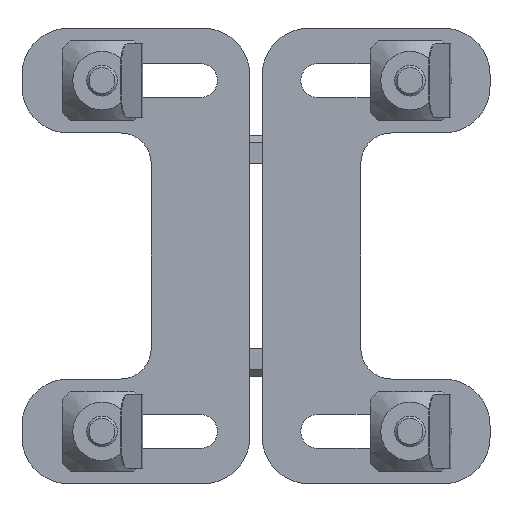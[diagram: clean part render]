
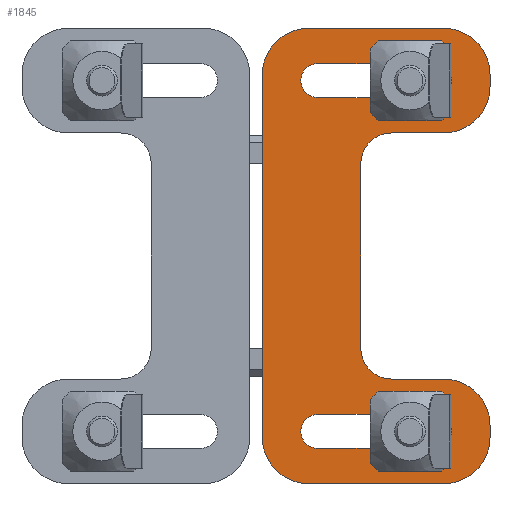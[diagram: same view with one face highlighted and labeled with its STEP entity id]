
A CAD part, front view. The second image highlights one B-rep face of the part: STEP entity #1845.
In plain terms, the highlighted planar face has unit normal (0, -1, 0).
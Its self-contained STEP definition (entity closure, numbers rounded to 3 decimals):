
#1845=ADVANCED_FACE('',(#2139,#2140,#2141),#2142,.F.);
#2139=FACE_BOUND('',#2505,.T.);
#2140=FACE_BOUND('',#2506,.T.);
#2141=FACE_OUTER_BOUND('',#2507,.T.);
#2142=PLANE('',#2508);
#2505=EDGE_LOOP('',(#3469,#3470,#3471,#3472));
#2506=EDGE_LOOP('',(#3473,#3474,#3475,#3476));
#2507=EDGE_LOOP('',(#3477,#3478,#3479,#3480,#3481,#3482,#3483,#3484,#3485,#3486,#3487,#3488,#3489,#3490,#3491,#3492));
#2508=AXIS2_PLACEMENT_3D('',#3493,#3494,#3495);
#3469=ORIENTED_EDGE('',*,*,#3964,.F.);
#3470=ORIENTED_EDGE('',*,*,#3965,.F.);
#3471=ORIENTED_EDGE('',*,*,#3966,.F.);
#3472=ORIENTED_EDGE('',*,*,#3967,.F.);
#3473=ORIENTED_EDGE('',*,*,#3968,.F.);
#3474=ORIENTED_EDGE('',*,*,#3960,.F.);
#3475=ORIENTED_EDGE('',*,*,#3956,.F.);
#3476=ORIENTED_EDGE('',*,*,#3969,.F.);
#3477=ORIENTED_EDGE('',*,*,#3970,.F.);
#3478=ORIENTED_EDGE('',*,*,#3971,.F.);
#3479=ORIENTED_EDGE('',*,*,#3972,.F.);
#3480=ORIENTED_EDGE('',*,*,#3949,.F.);
#3481=ORIENTED_EDGE('',*,*,#3973,.F.);
#3482=ORIENTED_EDGE('',*,*,#3934,.F.);
#3483=ORIENTED_EDGE('',*,*,#3928,.F.);
#3484=ORIENTED_EDGE('',*,*,#3936,.F.);
#3485=ORIENTED_EDGE('',*,*,#3974,.F.);
#3486=ORIENTED_EDGE('',*,*,#3943,.F.);
#3487=ORIENTED_EDGE('',*,*,#3975,.F.);
#3488=ORIENTED_EDGE('',*,*,#3976,.F.);
#3489=ORIENTED_EDGE('',*,*,#3977,.F.);
#3490=ORIENTED_EDGE('',*,*,#3978,.F.);
#3491=ORIENTED_EDGE('',*,*,#3950,.F.);
#3492=ORIENTED_EDGE('',*,*,#3962,.F.);
#3493=CARTESIAN_POINT('',(18.05,0.,37.0));
#3494=DIRECTION('',(-0.0,1.0,0.0));
#3495=DIRECTION('',(1.0,0.0,0.0));
#3928=EDGE_CURVE('',#4437,#4438,#4439,.T.);
#3934=EDGE_CURVE('',#4438,#4446,#4449,.T.);
#3936=EDGE_CURVE('',#4450,#4437,#4453,.T.);
#3943=EDGE_CURVE('',#4463,#4466,#4467,.T.);
#3949=EDGE_CURVE('',#4476,#4472,#4478,.T.);
#3950=EDGE_CURVE('',#4479,#4480,#4481,.T.);
#3956=EDGE_CURVE('',#4490,#4492,#4493,.T.);
#3960=EDGE_CURVE('',#4492,#4496,#4499,.T.);
#3962=EDGE_CURVE('',#4500,#4479,#4503,.T.);
#3964=EDGE_CURVE('',#4505,#4506,#4507,.T.);
#3965=EDGE_CURVE('',#4508,#4505,#4509,.T.);
#3966=EDGE_CURVE('',#4510,#4508,#4511,.T.);
#3967=EDGE_CURVE('',#4506,#4510,#4512,.T.);
#3968=EDGE_CURVE('',#4496,#4513,#4514,.T.);
#3969=EDGE_CURVE('',#4513,#4490,#4515,.T.);
#3970=EDGE_CURVE('',#4516,#4500,#4517,.T.);
#3971=EDGE_CURVE('',#4518,#4516,#4519,.T.);
#3972=EDGE_CURVE('',#4472,#4518,#4520,.T.);
#3973=EDGE_CURVE('',#4446,#4476,#4521,.T.);
#3974=EDGE_CURVE('',#4466,#4450,#4522,.T.);
#3975=EDGE_CURVE('',#4523,#4463,#4524,.T.);
#3976=EDGE_CURVE('',#4525,#4523,#4526,.T.);
#3977=EDGE_CURVE('',#4527,#4525,#4528,.T.);
#3978=EDGE_CURVE('',#4480,#4527,#4529,.T.);
#4437=VERTEX_POINT('',#5309);
#4438=VERTEX_POINT('',#5310);
#4439=CIRCLE('',#5311,7.5);
#4446=VERTEX_POINT('',#5320);
#4449=LINE('',#5325,#5326);
#4450=VERTEX_POINT('',#5327);
#4453=LINE('',#5331,#5332);
#4463=VERTEX_POINT('',#5343);
#4466=VERTEX_POINT('',#5347);
#4467=LINE('',#5348,#5349);
#4472=VERTEX_POINT('',#5356);
#4476=VERTEX_POINT('',#5362);
#4478=LINE('',#5365,#5366);
#4479=VERTEX_POINT('',#5367);
#4480=VERTEX_POINT('',#5368);
#4481=CIRCLE('',#5369,7.5);
#4490=VERTEX_POINT('',#5381);
#4492=VERTEX_POINT('',#5384);
#4493=LINE('',#5385,#5386);
#4496=VERTEX_POINT('',#5390);
#4499=CIRCLE('',#5394,2.75);
#4500=VERTEX_POINT('',#5395);
#4503=LINE('',#5399,#5400);
#4505=VERTEX_POINT('',#5403);
#4506=VERTEX_POINT('',#5404);
#4507=LINE('',#5405,#5406);
#4508=VERTEX_POINT('',#5407);
#4509=CIRCLE('',#5408,2.75);
#4510=VERTEX_POINT('',#5409);
#4511=LINE('',#5410,#5411);
#4512=CIRCLE('',#5412,2.75);
#4513=VERTEX_POINT('',#5413);
#4514=LINE('',#5414,#5415);
#4515=CIRCLE('',#5416,2.75);
#4516=VERTEX_POINT('',#5417);
#4517=CIRCLE('',#5418,7.5);
#4518=VERTEX_POINT('',#5419);
#4519=LINE('',#5420,#5421);
#4520=CIRCLE('',#5422,7.5);
#4521=CIRCLE('',#5423,7.5);
#4522=CIRCLE('',#5424,5.0);
#4523=VERTEX_POINT('',#5425);
#4524=CIRCLE('',#5426,5.0);
#4525=VERTEX_POINT('',#5427);
#4526=LINE('',#5428,#5429);
#4527=VERTEX_POINT('',#5430);
#4528=CIRCLE('',#5431,7.5);
#4529=LINE('',#5432,#5433);
#5309=CARTESIAN_POINT('',(47.55,0.,-20.0));
#5310=CARTESIAN_POINT('',(55.05,0.,-27.5));
#5311=AXIS2_PLACEMENT_3D('',#5934,#5935,#5936);
#5320=CARTESIAN_POINT('',(55.05,0.,-29.5));
#5325=CARTESIAN_POINT('',(55.05,0.,37.0));
#5326=VECTOR('',#5944,1.0);
#5327=CARTESIAN_POINT('',(39.05,0.,-20.0));
#5331=CARTESIAN_POINT('',(18.05,0.,-20.0));
#5332=VECTOR('',#5946,1.0);
#5343=CARTESIAN_POINT('',(34.05,0.,15.0));
#5347=CARTESIAN_POINT('',(34.05,0.,-15.0));
#5348=CARTESIAN_POINT('',(34.05,0.,37.0));
#5349=VECTOR('',#5961,1.0);
#5356=CARTESIAN_POINT('',(25.55,0.,-37.0));
#5362=CARTESIAN_POINT('',(47.55,0.,-37.0));
#5365=CARTESIAN_POINT('',(18.05,0.,-37.0));
#5366=VECTOR('',#5967,1.0);
#5367=CARTESIAN_POINT('',(47.55,0.,37.0));
#5368=CARTESIAN_POINT('',(55.05,0.,29.5));
#5369=AXIS2_PLACEMENT_3D('',#5968,#5969,#5970);
#5381=CARTESIAN_POINT('',(27.05,0.,25.75));
#5384=CARTESIAN_POINT('',(46.05,0.,25.75));
#5385=CARTESIAN_POINT('',(18.05,0.,25.75));
#5386=VECTOR('',#5978,1.0);
#5390=CARTESIAN_POINT('',(46.05,0.,31.25));
#5394=AXIS2_PLACEMENT_3D('',#5984,#5985,#5986);
#5395=CARTESIAN_POINT('',(25.55,0.,37.0));
#5399=CARTESIAN_POINT('',(18.05,0.,37.0));
#5400=VECTOR('',#5988,1.0);
#5403=CARTESIAN_POINT('',(46.05,0.,-25.75));
#5404=CARTESIAN_POINT('',(27.05,0.,-25.75));
#5405=CARTESIAN_POINT('',(18.05,0.,-25.75));
#5406=VECTOR('',#5990,1.0);
#5407=CARTESIAN_POINT('',(46.05,0.,-31.25));
#5408=AXIS2_PLACEMENT_3D('',#5991,#5992,#5993);
#5409=CARTESIAN_POINT('',(27.05,0.,-31.25));
#5410=CARTESIAN_POINT('',(18.05,0.,-31.25));
#5411=VECTOR('',#5994,1.0);
#5412=AXIS2_PLACEMENT_3D('',#5995,#5996,#5997);
#5413=CARTESIAN_POINT('',(27.05,0.,31.25));
#5414=CARTESIAN_POINT('',(18.05,0.,31.25));
#5415=VECTOR('',#5998,1.0);
#5416=AXIS2_PLACEMENT_3D('',#5999,#6000,#6001);
#5417=CARTESIAN_POINT('',(18.05,0.,29.5));
#5418=AXIS2_PLACEMENT_3D('',#6002,#6003,#6004);
#5419=CARTESIAN_POINT('',(18.05,0.,-29.5));
#5420=CARTESIAN_POINT('',(18.05,0.,37.0));
#5421=VECTOR('',#6005,1.0);
#5422=AXIS2_PLACEMENT_3D('',#6006,#6007,#6008);
#5423=AXIS2_PLACEMENT_3D('',#6009,#6010,#6011);
#5424=AXIS2_PLACEMENT_3D('',#6012,#6013,#6014);
#5425=CARTESIAN_POINT('',(39.05,0.,20.0));
#5426=AXIS2_PLACEMENT_3D('',#6015,#6016,#6017);
#5427=CARTESIAN_POINT('',(47.55,0.,20.0));
#5428=CARTESIAN_POINT('',(18.05,0.,20.0));
#5429=VECTOR('',#6018,1.0);
#5430=CARTESIAN_POINT('',(55.05,0.,27.5));
#5431=AXIS2_PLACEMENT_3D('',#6019,#6020,#6021);
#5432=CARTESIAN_POINT('',(55.05,0.,37.0));
#5433=VECTOR('',#6022,1.0);
#5934=CARTESIAN_POINT('',(47.55,0.,-27.5));
#5935=DIRECTION('',(0.0,1.0,0.0));
#5936=DIRECTION('',(0.0,0.0,-1.0));
#5944=DIRECTION('',(0.0,0.0,-1.0));
#5946=DIRECTION('',(1.0,0.0,0.0));
#5961=DIRECTION('',(0.0,0.0,-1.0));
#5967=DIRECTION('',(-1.0,0.0,0.0));
#5968=CARTESIAN_POINT('',(47.55,0.,29.5));
#5969=DIRECTION('',(0.0,1.0,0.0));
#5970=DIRECTION('',(0.0,0.0,-1.0));
#5978=DIRECTION('',(1.0,0.0,0.0));
#5984=CARTESIAN_POINT('',(46.05,0.,28.5));
#5985=DIRECTION('',(0.0,-1.0,0.0));
#5986=DIRECTION('',(0.0,0.0,-1.0));
#5988=DIRECTION('',(1.0,0.0,0.0));
#5990=DIRECTION('',(-1.0,0.0,0.0));
#5991=CARTESIAN_POINT('',(46.05,0.,-28.5));
#5992=DIRECTION('',(0.0,-1.0,0.0));
#5993=DIRECTION('',(0.0,0.0,-1.0));
#5994=DIRECTION('',(1.0,0.0,0.0));
#5995=CARTESIAN_POINT('',(27.05,0.,-28.5));
#5996=DIRECTION('',(0.0,-1.0,0.0));
#5997=DIRECTION('',(0.0,0.0,-1.0));
#5998=DIRECTION('',(-1.0,0.0,0.0));
#5999=CARTESIAN_POINT('',(27.05,0.,28.5));
#6000=DIRECTION('',(0.0,-1.0,0.0));
#6001=DIRECTION('',(0.0,0.0,-1.0));
#6002=CARTESIAN_POINT('',(25.55,0.,29.5));
#6003=DIRECTION('',(0.0,1.0,0.0));
#6004=DIRECTION('',(0.0,0.0,-1.0));
#6005=DIRECTION('',(0.0,0.0,1.0));
#6006=CARTESIAN_POINT('',(25.55,0.,-29.5));
#6007=DIRECTION('',(0.0,1.0,0.0));
#6008=DIRECTION('',(0.0,0.0,-1.0));
#6009=CARTESIAN_POINT('',(47.55,0.,-29.5));
#6010=DIRECTION('',(0.0,1.0,0.0));
#6011=DIRECTION('',(0.,0.0,-1.0));
#6012=CARTESIAN_POINT('',(39.05,0.,-15.0));
#6013=DIRECTION('',(0.0,-1.0,0.0));
#6014=DIRECTION('',(0.,0.0,1.0));
#6015=CARTESIAN_POINT('',(39.05,0.,15.0));
#6016=DIRECTION('',(0.0,-1.0,0.0));
#6017=DIRECTION('',(0.0,0.0,1.0));
#6018=DIRECTION('',(-1.0,0.0,0.0));
#6019=CARTESIAN_POINT('',(47.55,0.,27.5));
#6020=DIRECTION('',(0.0,1.0,0.0));
#6021=DIRECTION('',(0.0,0.0,-1.0));
#6022=DIRECTION('',(0.0,0.0,-1.0));
